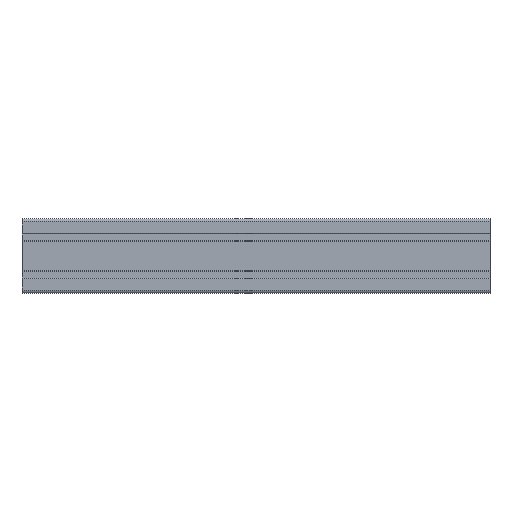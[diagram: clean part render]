
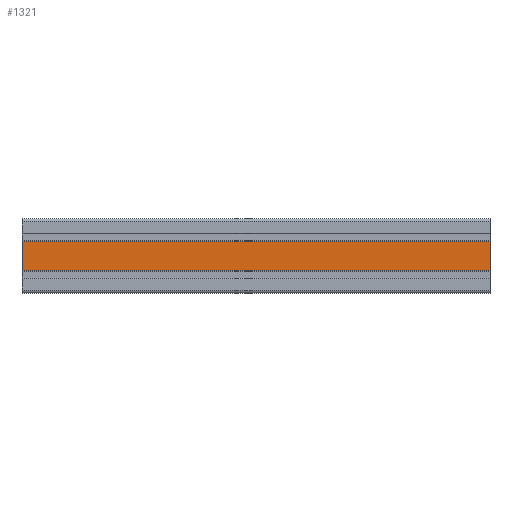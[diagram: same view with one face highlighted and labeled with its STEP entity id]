
A CAD part, front view. The second image highlights one B-rep face of the part: STEP entity #1321.
In plain terms, the highlighted planar face has unit normal (0, -1, 0).
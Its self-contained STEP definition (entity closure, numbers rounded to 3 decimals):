
#94 = CARTESIAN_POINT ( 'NONE',  ( 1500., -40., 5684.1 ) ) ;
#123 = CARTESIAN_POINT ( 'NONE',  ( 1500., -40., 5684.1 ) ) ;
#125 = VECTOR ( 'NONE', #3542, 1000. ) ;
#131 = EDGE_LOOP ( 'NONE', ( #1346, #1263, #1557, #2210 ) ) ;
#184 = CARTESIAN_POINT ( 'NONE',  ( 2000., -40., 5715.9 ) ) ;
#368 = EDGE_CURVE ( 'NONE', #1250, #3167, #3693, .T. ) ;
#378 = FACE_OUTER_BOUND ( 'NONE', #131, .T. ) ;
#549 = CARTESIAN_POINT ( 'NONE',  ( 2000., -40., 5684.1 ) ) ;
#728 = AXIS2_PLACEMENT_3D ( 'NONE', #123, #3290, #3353 ) ;
#995 = VECTOR ( 'NONE', #3435, 1000. ) ;
#1194 = EDGE_CURVE ( 'NONE', #1204, #1250, #2600, .T. ) ;
#1204 = VERTEX_POINT ( 'NONE', #1944 ) ;
#1216 = LINE ( 'NONE', #549, #125 ) ;
#1250 = VERTEX_POINT ( 'NONE', #2344 ) ;
#1263 = ORIENTED_EDGE ( 'NONE', *, *, #368, .F. ) ;
#1321 = ADVANCED_FACE ( 'NONE', ( #378 ), #2408, .F. ) ;
#1346 = ORIENTED_EDGE ( 'NONE', *, *, #2669, .T. ) ;
#1557 = ORIENTED_EDGE ( 'NONE', *, *, #1194, .F. ) ;
#1601 = DIRECTION ( 'NONE',  ( 0., 0., 1. ) ) ;
#1944 = CARTESIAN_POINT ( 'NONE',  ( 1500., -40., 5684.1 ) ) ;
#2045 = DIRECTION ( 'NONE',  ( 1., 0., 0. ) ) ;
#2210 = ORIENTED_EDGE ( 'NONE', *, *, #3356, .T. ) ;
#2344 = CARTESIAN_POINT ( 'NONE',  ( 1500., -40., 5715.9 ) ) ;
#2408 = PLANE ( 'NONE',  #728 ) ;
#2600 = LINE ( 'NONE', #3211, #3241 ) ;
#2669 = EDGE_CURVE ( 'NONE', #4089, #3167, #1216, .T. ) ;
#2994 = LINE ( 'NONE', #94, #3282 ) ;
#3167 = VERTEX_POINT ( 'NONE', #184 ) ;
#3211 = CARTESIAN_POINT ( 'NONE',  ( 1500., -40., 5684.1 ) ) ;
#3241 = VECTOR ( 'NONE', #1601, 1000. ) ;
#3282 = VECTOR ( 'NONE', #2045, 1000. ) ;
#3290 = DIRECTION ( 'NONE',  ( 0., 1., 0. ) ) ;
#3327 = CARTESIAN_POINT ( 'NONE',  ( 2000., -40., 5684.1 ) ) ;
#3353 = DIRECTION ( 'NONE',  ( 0., 0., 1. ) ) ;
#3356 = EDGE_CURVE ( 'NONE', #1204, #4089, #2994, .T. ) ;
#3435 = DIRECTION ( 'NONE',  ( 1., 0., 0. ) ) ;
#3542 = DIRECTION ( 'NONE',  ( 0., 0., 1. ) ) ;
#3693 = LINE ( 'NONE', #4104, #995 ) ;
#4089 = VERTEX_POINT ( 'NONE', #3327 ) ;
#4104 = CARTESIAN_POINT ( 'NONE',  ( 1500., -40., 5715.9 ) ) ;
